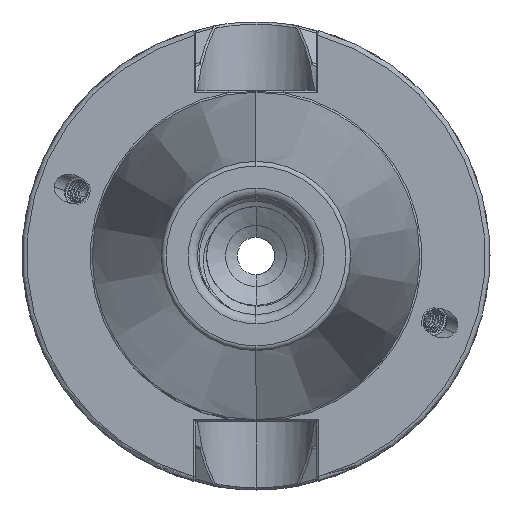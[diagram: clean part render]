
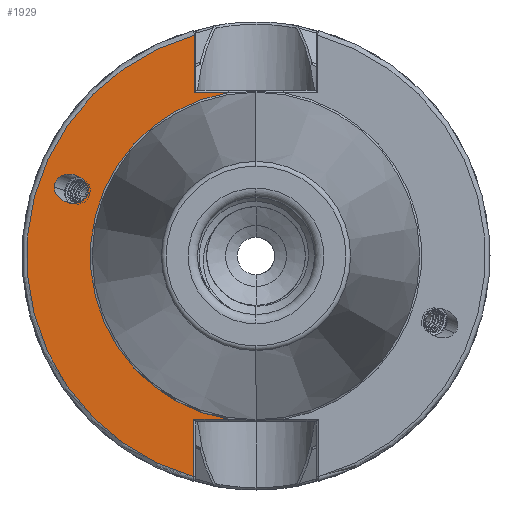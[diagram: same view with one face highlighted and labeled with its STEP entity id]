
A CAD part, left-side view. The second image highlights one B-rep face of the part: STEP entity #1929.
In plain terms, the highlighted planar face has unit normal (-1, 0, 0).
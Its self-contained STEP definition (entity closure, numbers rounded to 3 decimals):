
#744 = CARTESIAN_POINT ( 'NONE',  ( 0., 13.279, -47.166 ) ) ;
#745 = CARTESIAN_POINT ( 'NONE',  ( 0., 13.194, 47.19 ) ) ;
#1060 = EDGE_LOOP ( 'NONE', ( #20728, #20750, #20747 ) ) ;
#1125 = EDGE_LOOP ( 'NONE', ( #20705, #20735, #20715, #20693, #20719, #20706 ) ) ;
#1156 = FACE_BOUND ( 'NONE', #1060, .T. ) ;
#1170 = FACE_OUTER_BOUND ( 'NONE', #1125, .T. ) ;
#1769 = VERTEX_POINT ( 'NONE', #744 ) ;
#1787 = VERTEX_POINT ( 'NONE', #745 ) ;
#1793 = VERTEX_POINT ( 'NONE', #3697 ) ;
#1825 = VERTEX_POINT ( 'NONE', #3671 ) ;
#1842 = VERTEX_POINT ( 'NONE', #3678 ) ;
#1845 = VERTEX_POINT ( 'NONE', #3664 ) ;
#1929 = ADVANCED_FACE ( 'NONE', ( #1156, #1170 ), #9570, .T. ) ;
#2766 = CARTESIAN_POINT ( 'NONE',  ( 0., 13.279, -35.4 ) ) ;
#2809 = DIRECTION ( 'NONE',  ( 0., 0., 1. ) ) ;
#3281 = CARTESIAN_POINT ( 'NONE',  ( 0., 35.398, 34.9 ) ) ;
#3310 = DIRECTION ( 'NONE',  ( 0., 1., 0. ) ) ;
#3664 = CARTESIAN_POINT ( 'NONE',  ( 0., 5.916, 34.9 ) ) ;
#3671 = CARTESIAN_POINT ( 'NONE',  ( 0., 5.916, -34.9 ) ) ;
#3678 = CARTESIAN_POINT ( 'NONE',  ( 0., 13.194, 34.9 ) ) ;
#3697 = CARTESIAN_POINT ( 'NONE',  ( 0., 13.279, -34.9 ) ) ;
#3819 = EDGE_CURVE ( 'NONE', #1769, #1787, #15689, .T. ) ;
#3827 = EDGE_CURVE ( 'NONE', #1793, #1825, #15681, .T. ) ;
#3833 = EDGE_CURVE ( 'NONE', #1842, #1787, #15694, .T. ) ;
#3838 = EDGE_CURVE ( 'NONE', #1825, #1845, #15664, .T. ) ;
#3842 = EDGE_CURVE ( 'NONE', #15660, #7122, #4360, .T. ) ;
#3883 = EDGE_CURVE ( 'NONE', #1769, #1793, #15730, .T. ) ;
#3917 = EDGE_CURVE ( 'NONE', #1845, #1842, #15748, .T. ) ;
#4360 =( BOUNDED_CURVE ( )  B_SPLINE_CURVE ( 3, ( #20224, #20198, #20219, #20204 ),
 .UNSPECIFIED., .F., .F. ) 
 B_SPLINE_CURVE_WITH_KNOTS ( ( 4, 4 ),
 ( 3.431, 6.283 ),
 .UNSPECIFIED. ) 
 CURVE ( )  GEOMETRIC_REPRESENTATION_ITEM ( )  RATIONAL_B_SPLINE_CURVE ( ( 1., 0.43, 0.43, 1. ) ) 
 REPRESENTATION_ITEM ( '' )  );
#7122 = VERTEX_POINT ( 'NONE', #12382 ) ;
#7131 = VERTEX_POINT ( 'NONE', #12406 ) ;
#7475 = CARTESIAN_POINT ( 'NONE',  ( 0., 35.816, 13.963 ) ) ;
#7480 = CARTESIAN_POINT ( 'NONE',  ( 0., 35.816, 13.662 ) ) ;
#7485 = CARTESIAN_POINT ( 'NONE',  ( 0., 35.867, 13.369 ) ) ;
#7492 = CARTESIAN_POINT ( 'NONE',  ( 0., 35.968, 13.091 ) ) ;
#8741 = AXIS2_PLACEMENT_3D ( 'NONE', #20166, #20186, #20173 ) ;
#8742 = AXIS2_PLACEMENT_3D ( 'NONE', #20000, #20001, #20010 ) ;
#8981 =( BOUNDED_CURVE ( )  B_SPLINE_CURVE ( 3, ( #12085, #12062, #12119, #12118 ),
 .UNSPECIFIED., .F., .F. ) 
 B_SPLINE_CURVE_WITH_KNOTS ( ( 4, 4 ),
 ( 0.29, 3.431 ),
 .UNSPECIFIED. ) 
 CURVE ( )  GEOMETRIC_REPRESENTATION_ITEM ( )  RATIONAL_B_SPLINE_CURVE ( ( 1., 0.333, 0.333, 1. ) ) 
 REPRESENTATION_ITEM ( '' )  );
#9016 =( BOUNDED_CURVE ( )  B_SPLINE_CURVE ( 3, ( #7492, #7485, #7480, #7475 ),
 .UNSPECIFIED., .F., .F. ) 
 B_SPLINE_CURVE_WITH_KNOTS ( ( 4, 4 ),
 ( 0., 0.29 ),
 .UNSPECIFIED. ) 
 CURVE ( )  GEOMETRIC_REPRESENTATION_ITEM ( )  RATIONAL_B_SPLINE_CURVE ( ( 1., 0.993, 0.993, 1. ) ) 
 REPRESENTATION_ITEM ( '' )  );
#9564 = DIRECTION ( 'NONE',  ( 0., 0., 1. ) ) ;
#9570 = PLANE ( 'NONE',  #17255 ) ;
#9571 = CARTESIAN_POINT ( 'NONE',  ( 0., 35.398, 0. ) ) ;
#9572 = DIRECTION ( 'NONE',  ( -1., 0., 0. ) ) ;
#12062 = CARTESIAN_POINT ( 'NONE',  ( 0., 35.816, 20.184 ) ) ;
#12085 = CARTESIAN_POINT ( 'NONE',  ( 0., 35.816, 13.963 ) ) ;
#12118 = CARTESIAN_POINT ( 'NONE',  ( 0., 43.118, 14.766 ) ) ;
#12119 = CARTESIAN_POINT ( 'NONE',  ( 0., 43.118, 20.987 ) ) ;
#12382 = CARTESIAN_POINT ( 'NONE',  ( 0., 35.968, 13.091 ) ) ;
#12406 = CARTESIAN_POINT ( 'NONE',  ( 0., 35.816, 13.963 ) ) ;
#12511 = CARTESIAN_POINT ( 'NONE',  ( 0., 43.118, 14.766 ) ) ;
#15660 = VERTEX_POINT ( 'NONE', #12511 ) ;
#15664 = CIRCLE ( 'NONE', #8741, 35.398 ) ;
#15676 = VECTOR ( 'NONE', #20061, 1000. ) ;
#15681 = LINE ( 'NONE', #20091, #15676 ) ;
#15689 = CIRCLE ( 'NONE', #8742, 49. ) ;
#15694 = LINE ( 'NONE', #20156, #15699 ) ;
#15699 = VECTOR ( 'NONE', #20160, 1000. ) ;
#15724 = VECTOR ( 'NONE', #2809, 1000. ) ;
#15730 = LINE ( 'NONE', #2766, #15724 ) ;
#15748 = LINE ( 'NONE', #3281, #15752 ) ;
#15752 = VECTOR ( 'NONE', #3310, 1000. ) ;
#17140 = EDGE_CURVE ( 'NONE', #7131, #15660, #8981, .T. ) ;
#17156 = EDGE_CURVE ( 'NONE', #7122, #7131, #9016, .T. ) ;
#17255 = AXIS2_PLACEMENT_3D ( 'NONE', #9571, #9572, #9564 ) ;
#20000 = CARTESIAN_POINT ( 'NONE',  ( 0., 0., 0. ) ) ;
#20001 = DIRECTION ( 'NONE',  ( 1., 0., 0. ) ) ;
#20010 = DIRECTION ( 'NONE',  ( 0., 0., -1. ) ) ;
#20061 = DIRECTION ( 'NONE',  ( 0., -1., 0. ) ) ;
#20091 = CARTESIAN_POINT ( 'NONE',  ( 0., -12.85, -34.9 ) ) ;
#20156 = CARTESIAN_POINT ( 'NONE',  ( 0., 13.194, 0. ) ) ;
#20160 = DIRECTION ( 'NONE',  ( 0., 0., 1. ) ) ;
#20166 = CARTESIAN_POINT ( 'NONE',  ( 0., 0., 0. ) ) ;
#20173 = DIRECTION ( 'NONE',  ( 0., 0., -1. ) ) ;
#20186 = DIRECTION ( 'NONE',  ( 1., 0., 0. ) ) ;
#20198 = CARTESIAN_POINT ( 'NONE',  ( 0., 43.118, 9.99 ) ) ;
#20204 = CARTESIAN_POINT ( 'NONE',  ( 0., 35.968, 13.091 ) ) ;
#20219 = CARTESIAN_POINT ( 'NONE',  ( 0., 37.57, 8.69 ) ) ;
#20224 = CARTESIAN_POINT ( 'NONE',  ( 0., 43.118, 14.766 ) ) ;
#20693 = ORIENTED_EDGE ( 'NONE', *, *, #3838, .T. ) ;
#20705 = ORIENTED_EDGE ( 'NONE', *, *, #3819, .F. ) ;
#20706 = ORIENTED_EDGE ( 'NONE', *, *, #3833, .T. ) ;
#20715 = ORIENTED_EDGE ( 'NONE', *, *, #3827, .T. ) ;
#20719 = ORIENTED_EDGE ( 'NONE', *, *, #3917, .T. ) ;
#20728 = ORIENTED_EDGE ( 'NONE', *, *, #17156, .F. ) ;
#20735 = ORIENTED_EDGE ( 'NONE', *, *, #3883, .T. ) ;
#20747 = ORIENTED_EDGE ( 'NONE', *, *, #17140, .F. ) ;
#20750 = ORIENTED_EDGE ( 'NONE', *, *, #3842, .F. ) ;
